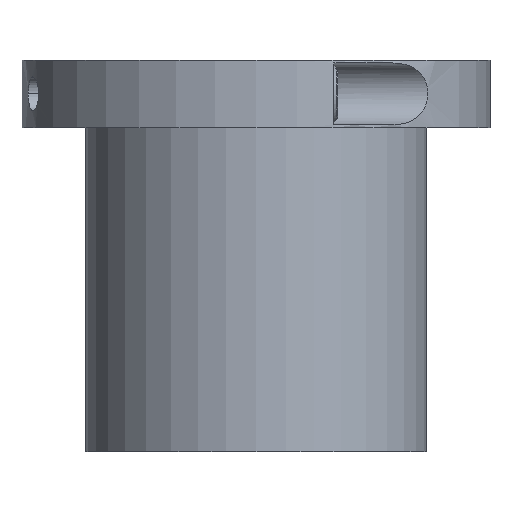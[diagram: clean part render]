
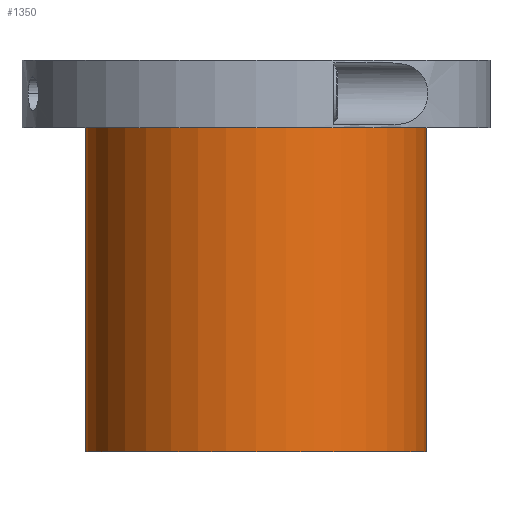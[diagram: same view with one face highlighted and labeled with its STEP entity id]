
A CAD part, front view. The second image highlights one B-rep face of the part: STEP entity #1350.
In plain terms, the highlighted cylindrical face has radius 60.5 mm (diameter 121 mm), a partial arc.
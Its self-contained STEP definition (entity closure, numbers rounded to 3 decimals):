
#30 = EDGE_CURVE ( 'NONE', #1815, #732, #663, .T. ) ;
#135 = EDGE_CURVE ( 'NONE', #931, #732, #352, .T. ) ;
#221 = EDGE_CURVE ( 'NONE', #1823, #931, #905, .T. ) ;
#339 = CARTESIAN_POINT ( 'NONE',  ( 60.5, 0., -139. ) ) ;
#352 = CIRCLE ( 'NONE', #353, 60.5 ) ;
#353 = AXIS2_PLACEMENT_3D ( 'NONE', #354, #355, #356 ) ;
#354 = CARTESIAN_POINT ( 'NONE',  ( 0., 0., -24. ) ) ;
#355 = DIRECTION ( 'NONE',  ( 0., 0., 1. ) ) ;
#356 = DIRECTION ( 'NONE',  ( 1., 0., 0. ) ) ;
#368 = EDGE_LOOP ( 'NONE', ( #1817, #438, #950, #1262 ) ) ;
#397 = CARTESIAN_POINT ( 'NONE',  ( -60.5, 0., -139. ) ) ;
#438 = ORIENTED_EDGE ( 'NONE', *, *, #1855, .T. ) ;
#663 = LINE ( 'NONE', #664, #665 ) ;
#664 = CARTESIAN_POINT ( 'NONE',  ( 60.5, 0., 0. ) ) ;
#665 = VECTOR ( 'NONE', #666, 1000. ) ;
#666 = DIRECTION ( 'NONE',  ( 0., 0., 1. ) ) ;
#732 = VERTEX_POINT ( 'NONE', #1279 ) ;
#905 = LINE ( 'NONE', #906, #907 ) ;
#906 = CARTESIAN_POINT ( 'NONE',  ( -60.5, 0., 0. ) ) ;
#907 = VECTOR ( 'NONE', #908, 1000. ) ;
#908 = DIRECTION ( 'NONE',  ( 0., 0., 1. ) ) ;
#909 = FACE_OUTER_BOUND ( 'NONE', #368, .T. ) ;
#913 = CYLINDRICAL_SURFACE ( 'NONE', #914, 60.5 ) ;
#914 = AXIS2_PLACEMENT_3D ( 'NONE', #915, #916, #917 ) ;
#915 = CARTESIAN_POINT ( 'NONE',  ( 0., 0., 0. ) ) ;
#916 = DIRECTION ( 'NONE',  ( 0., 0., 1. ) ) ;
#917 = DIRECTION ( 'NONE',  ( 1., 0., 0. ) ) ;
#925 = CIRCLE ( 'NONE', #926, 60.5 ) ;
#926 = AXIS2_PLACEMENT_3D ( 'NONE', #927, #928, #933 ) ;
#927 = CARTESIAN_POINT ( 'NONE',  ( 0., 0., -139. ) ) ;
#928 = DIRECTION ( 'NONE',  ( 0., 0., 1. ) ) ;
#931 = VERTEX_POINT ( 'NONE', #1356 ) ;
#933 = DIRECTION ( 'NONE',  ( 1., 0., 0. ) ) ;
#950 = ORIENTED_EDGE ( 'NONE', *, *, #30, .T. ) ;
#1262 = ORIENTED_EDGE ( 'NONE', *, *, #135, .F. ) ;
#1279 = CARTESIAN_POINT ( 'NONE',  ( 60.5, 0., -24. ) ) ;
#1350 = ADVANCED_FACE ( 'NONE', ( #909 ), #913, .T. ) ;
#1356 = CARTESIAN_POINT ( 'NONE',  ( -60.5, 0., -24. ) ) ;
#1815 = VERTEX_POINT ( 'NONE', #339 ) ;
#1817 = ORIENTED_EDGE ( 'NONE', *, *, #221, .F. ) ;
#1823 = VERTEX_POINT ( 'NONE', #397 ) ;
#1855 = EDGE_CURVE ( 'NONE', #1823, #1815, #925, .T. ) ;
